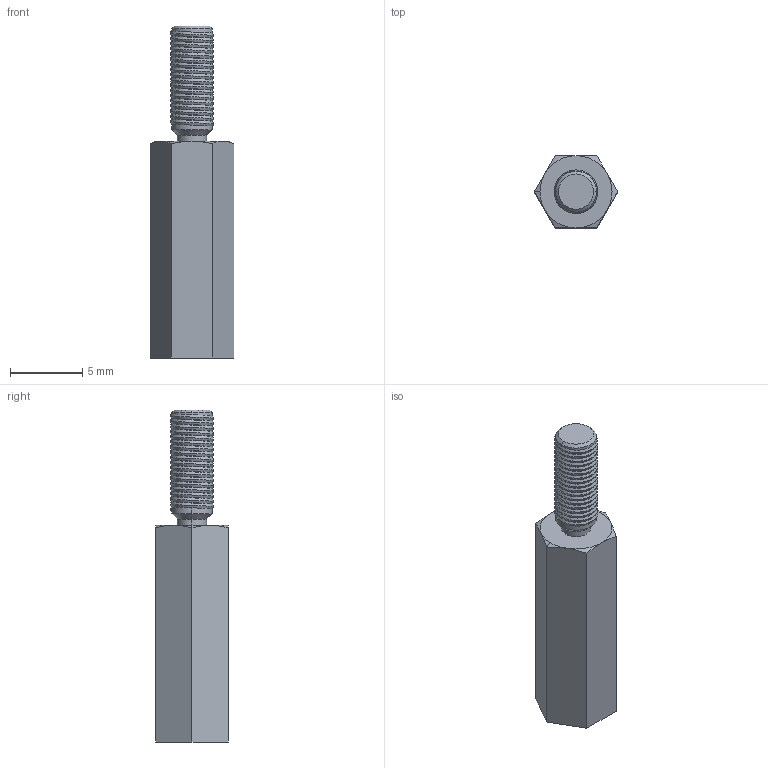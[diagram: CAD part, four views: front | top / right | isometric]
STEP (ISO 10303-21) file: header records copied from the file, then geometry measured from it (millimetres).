
FILE_DESCRIPTION(('FreeCAD Model'),'2;1');
FILE_NAME('Open CASCADE Shape Model','2021-01-01T17:59:31',( 'kicad StepUp'),('ksu MCAD'),'Open CASCADE STEP processor 7.4', 'FreeCAD','Unknown');
FILE_SCHEMA(('AUTOMOTIVE_DESIGN { 1 0 10303 214 1 1 1 1 }'));
Length unit declared in the file: millimetre
Products named in the file (1): 24339
Bounding box: 5.77 x 5 x 23 mm (x, y, z)
Volume: 326.9 mm3; surface area: 464 mm2
Topology: 1 solids, 1 shells, 113 faces, 312 edges, 203 vertices
Faces by surface type: cylinder 82, plane 14, cone 13, bspline 4
Entity records: 6757 total; most frequent: CARTESIAN_POINT 4361, ORIENTED_EDGE 624, DIRECTION 381, EDGE_CURVE 312, VERTEX_POINT 203, AXIS2_PLACEMENT_3D 133, FACE_BOUND 115, EDGE_LOOP 115
